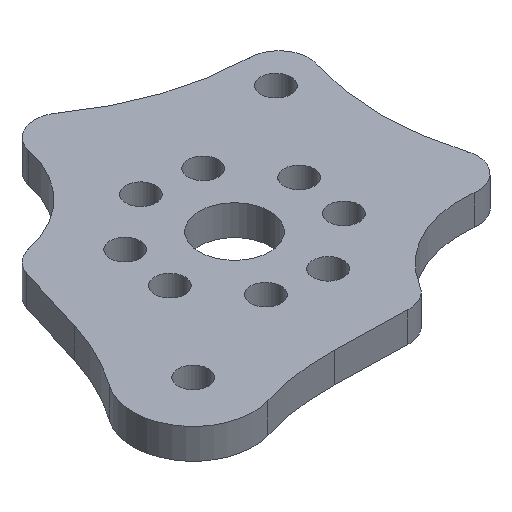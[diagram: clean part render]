
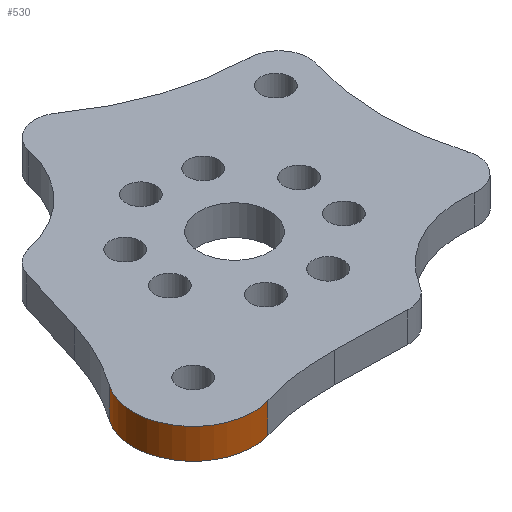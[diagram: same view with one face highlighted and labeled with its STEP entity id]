
A CAD part, isometric view. The second image highlights one B-rep face of the part: STEP entity #530.
In plain terms, the highlighted cylindrical face has radius 5.964 mm (diameter 11.928 mm), a partial arc.
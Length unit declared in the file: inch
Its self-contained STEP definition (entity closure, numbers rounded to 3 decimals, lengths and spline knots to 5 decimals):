
#52=FACE_OUTER_BOUND('',#79,.T.);
#79=EDGE_LOOP('',(#390,#391,#392,#393));
#128=LINE('',#888,#157);
#129=LINE('',#891,#158);
#157=VECTOR('',#722,0.3937);
#158=VECTOR('',#725,0.3937);
#197=CIRCLE('',#600,0.23481);
#198=CIRCLE('',#601,0.23481);
#243=VERTEX_POINT('',#884);
#244=VERTEX_POINT('',#885);
#245=VERTEX_POINT('',#887);
#246=VERTEX_POINT('',#889);
#304=EDGE_CURVE('',#243,#244,#197,.T.);
#305=EDGE_CURVE('',#244,#245,#128,.T.);
#306=EDGE_CURVE('',#246,#245,#198,.T.);
#307=EDGE_CURVE('',#243,#246,#129,.T.);
#390=ORIENTED_EDGE('',*,*,#304,.T.);
#391=ORIENTED_EDGE('',*,*,#305,.T.);
#392=ORIENTED_EDGE('',*,*,#306,.F.);
#393=ORIENTED_EDGE('',*,*,#307,.F.);
#507=CYLINDRICAL_SURFACE('',#599,0.23481);
#530=ADVANCED_FACE('',(#52),#507,.T.);
#599=AXIS2_PLACEMENT_3D('',#883,#718,#719);
#600=AXIS2_PLACEMENT_3D('',#886,#720,#721);
#601=AXIS2_PLACEMENT_3D('',#890,#723,#724);
#718=DIRECTION('center_axis',(0.,0.,1.));
#719=DIRECTION('ref_axis',(-0.813,0.582,0.));
#720=DIRECTION('center_axis',(0.,0.,1.));
#721=DIRECTION('ref_axis',(-0.813,0.582,0.));
#722=DIRECTION('',(0.,0.,1.));
#723=DIRECTION('center_axis',(0.,0.,1.));
#724=DIRECTION('ref_axis',(-0.813,0.582,0.));
#725=DIRECTION('',(0.,0.,1.));
#883=CARTESIAN_POINT('Origin',(0.82314,0.55475,0.));
#884=CARTESIAN_POINT('',(0.63228,0.69151,0.));
#885=CARTESIAN_POINT('',(0.89118,0.33001,0.));
#886=CARTESIAN_POINT('Origin',(0.82314,0.55475,0.));
#887=CARTESIAN_POINT('',(0.89118,0.33001,0.11811));
#888=CARTESIAN_POINT('',(0.89118,0.33001,0.));
#889=CARTESIAN_POINT('',(0.63228,0.69151,0.11811));
#890=CARTESIAN_POINT('Origin',(0.82314,0.55475,0.11811));
#891=CARTESIAN_POINT('',(0.63228,0.69151,0.));
